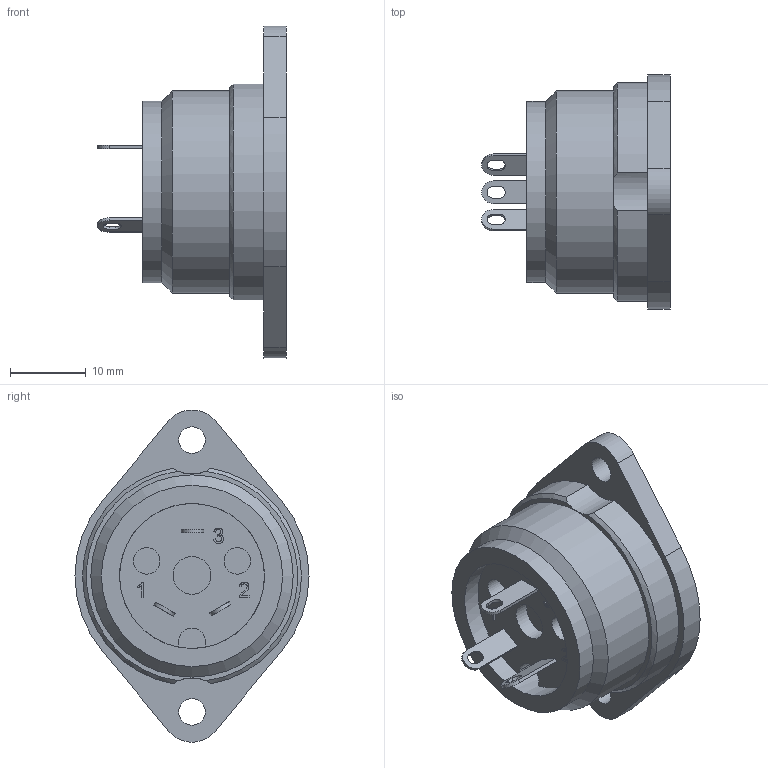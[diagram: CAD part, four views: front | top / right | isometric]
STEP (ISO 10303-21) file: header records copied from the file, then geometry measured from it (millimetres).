
FILE_DESCRIPTION(/* description */ (''),/* implementation_level */ '2;1');
FILE_NAME(/* name */ '09-0058-00-05-001_00.stp',/* time_stamp */ '2013-11-27T10:00:23+01:00',/* author */ (''),/* organization */ (''),/* preprocessor_version */ 'ST-DEVELOPER v14',/* originating_system */ 'SIEMENS PLM Software NX 8.0',/* authorisation */ '');
FILE_SCHEMA (('AUTOMOTIVE_DESIGN { 1 0 10303 214 3 1 1 1 }'));
Length unit declared in the file: millimetre
Products named in the file (1): cerl12AC625Bwx86
Bounding box: 24.95 x 31 x 43.97 mm (x, y, z)
Volume: 7751 mm3; surface area: 6234.3 mm2
Topology: 1 solids, 1 shells, 273 faces, 766 edges, 515 vertices
Faces by surface type: plane 135, extrusion 50, cylinder 45, bspline 36, cone 6, torus 1
Full cylindrical faces by diameter (mm): 3.5 x4, 3.56 x3, 5 x1, 19.2 x1, 22.5 x1, 23.5 x1, 24 x1, 26.8 x1
Entity records: 10398 total; most frequent: CARTESIAN_POINT 4033, ORIENTED_EDGE 1496, DIRECTION 953, EDGE_CURVE 748, VERTEX_POINT 512, VECTOR 397, LINE 347, B_SPLINE_CURVE_WITH_KNOTS 344
